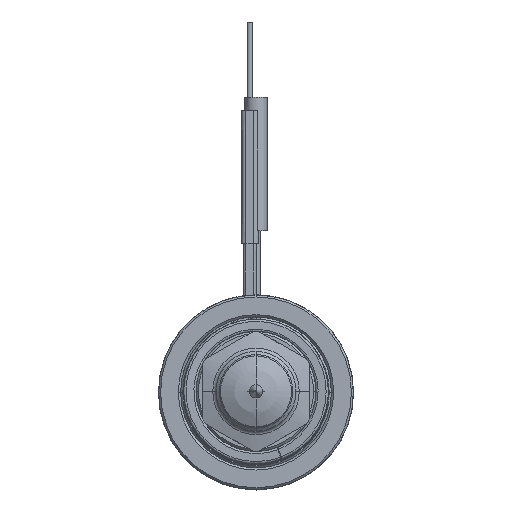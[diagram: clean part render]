
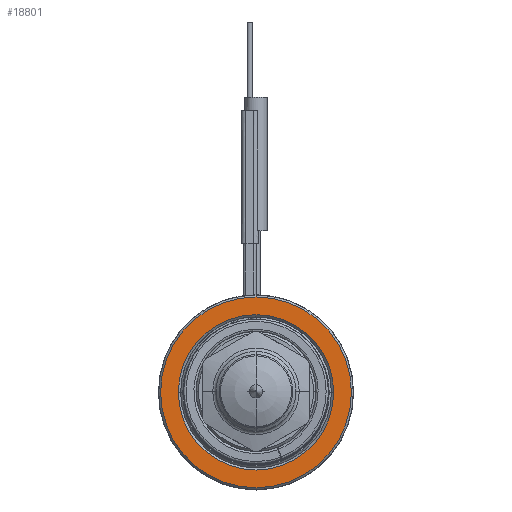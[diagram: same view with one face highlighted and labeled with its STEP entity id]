
A CAD part, top view. The second image highlights one B-rep face of the part: STEP entity #18801.
In plain terms, the highlighted planar face has unit normal (0, 0, 1).
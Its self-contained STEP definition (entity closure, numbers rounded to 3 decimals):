
#7069=CARTESIAN_POINT('',(0.,0.,40.));
#7070=DIRECTION('',(0.,0.,-1.));
#7071=DIRECTION('',(-1.,0.,0.));
#7072=AXIS2_PLACEMENT_3D('',#7069,#7070,#7071);
#7083=CARTESIAN_POINT('',(0.,0.,
40.));
#7084=DIRECTION('',(0.,0.,-1.));
#7085=DIRECTION('',(1.,0.,0.));
#7086=AXIS2_PLACEMENT_3D('',#7083,#7084,#7085);
#7097=CARTESIAN_POINT('',(0.,0.,
40.));
#7098=DIRECTION('',(0.,0.,-1.));
#7099=DIRECTION('',(1.,0.,0.));
#7100=AXIS2_PLACEMENT_3D('',#7097,#7098,#7099);
#7111=CARTESIAN_POINT('',(0.,0.,
40.));
#7112=DIRECTION('',(0.,0.,-1.));
#7113=DIRECTION('',(-1.,0.,0.));
#7114=AXIS2_PLACEMENT_3D('',#7111,#7112,#7113);
#7303=CARTESIAN_POINT('',(21.5,0.,40.));
#7304=CARTESIAN_POINT('',(-21.5,0.,40.));
#7305=VERTEX_POINT('',#7303);
#7306=VERTEX_POINT('',#7304);
#7307=CARTESIAN_POINT('',(17.5,0.,40.));
#7308=CARTESIAN_POINT('',(-17.5,0.,40.));
#7309=VERTEX_POINT('',#7307);
#7310=VERTEX_POINT('',#7308);
#18786=CARTESIAN_POINT('',(0.,0.,40.));
#18787=DIRECTION('',(0.,0.,1.));
#18788=DIRECTION('',(-1.,0.,0.));
#18789=AXIS2_PLACEMENT_3D('',#18786,#18787,#18788);
#18790=PLANE('',#18789);
#18791=ORIENTED_EDGE('',*,*,#18768,.T.);
#18792=ORIENTED_EDGE('',*,*,#18753,.T.);
#18793=EDGE_LOOP('',(#18791,#18792));
#18794=FACE_OUTER_BOUND('',#18793,.F.);
#18796=ORIENTED_EDGE('',*,*,#18795,.F.);
#18798=ORIENTED_EDGE('',*,*,#18797,.F.);
#18799=EDGE_LOOP('',(#18796,#18798));
#18800=FACE_BOUND('',#18799,.F.);
#7073=CIRCLE('',#7072,21.5);
#7087=CIRCLE('',#7086,21.5);
#7101=CIRCLE('',#7100,17.5);
#7115=CIRCLE('',#7114,17.5);
#18753=EDGE_CURVE('',#7306,#7305,#7073,.T.);
#18768=EDGE_CURVE('',#7305,#7306,#7087,.T.);
#18795=EDGE_CURVE('',#7309,#7310,#7101,.T.);
#18797=EDGE_CURVE('',#7310,#7309,#7115,.T.);
#18801=ADVANCED_FACE('',(#18794,#18800),#18790,.T.);
